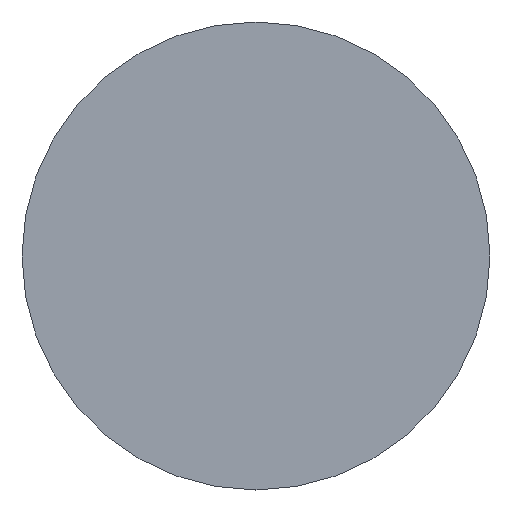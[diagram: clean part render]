
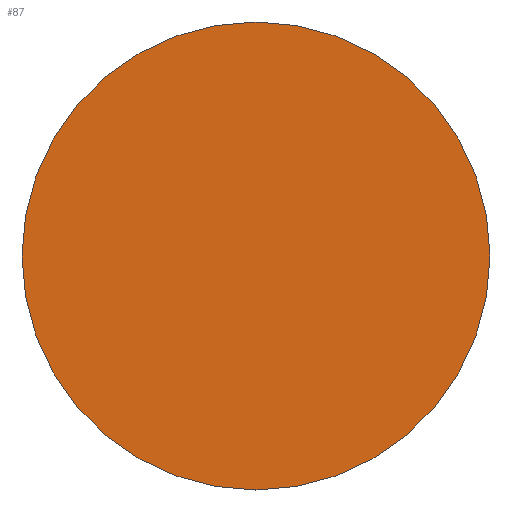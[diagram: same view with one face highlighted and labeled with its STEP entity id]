
A CAD part, left-side view. The second image highlights one B-rep face of the part: STEP entity #87.
In plain terms, the highlighted planar face has unit normal (-1, 0, 0).
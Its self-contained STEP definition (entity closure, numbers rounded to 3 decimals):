
#1 = AXIS2_PLACEMENT_3D ( 'NONE', #26, #116, #37 ) ;
#5 = VERTEX_POINT ( 'NONE', #89 ) ;
#23 = AXIS2_PLACEMENT_3D ( 'NONE', #51, #152, #66 ) ;
#25 = DIRECTION ( 'NONE',  ( 0., -1., 0. ) ) ;
#26 = CARTESIAN_POINT ( 'NONE',  ( 114.975, 65.157, 0. ) ) ;
#27 = CIRCLE ( 'NONE', #133, 20. ) ;
#37 = DIRECTION ( 'NONE',  ( 0., -1., 0. ) ) ;
#50 = ORIENTED_EDGE ( 'NONE', *, *, #82, .T. ) ;
#51 = CARTESIAN_POINT ( 'NONE',  ( 114.975, 65.157, 0. ) ) ;
#65 = DIRECTION ( 'NONE',  ( -1., 0., 0. ) ) ;
#66 = DIRECTION ( 'NONE',  ( 0., 1., 0. ) ) ;
#78 = ORIENTED_EDGE ( 'NONE', *, *, #107, .T. ) ;
#82 = EDGE_CURVE ( 'NONE', #5, #102, #127, .T. ) ;
#87 = ADVANCED_FACE ( 'NONE', ( #90 ), #135, .F. ) ;
#89 = CARTESIAN_POINT ( 'NONE',  ( 114.975, 45.157, 0. ) ) ;
#90 = FACE_OUTER_BOUND ( 'NONE', #120, .T. ) ;
#102 = VERTEX_POINT ( 'NONE', #113 ) ;
#107 = EDGE_CURVE ( 'NONE', #102, #5, #27, .T. ) ;
#113 = CARTESIAN_POINT ( 'NONE',  ( 114.975, 85.157, 0. ) ) ;
#116 = DIRECTION ( 'NONE',  ( -1., 0., 0. ) ) ;
#120 = EDGE_LOOP ( 'NONE', ( #50, #78 ) ) ;
#127 = CIRCLE ( 'NONE', #1, 20. ) ;
#133 = AXIS2_PLACEMENT_3D ( 'NONE', #162, #65, #25 ) ;
#135 = PLANE ( 'NONE',  #23 ) ;
#152 = DIRECTION ( 'NONE',  ( 1., 0., 0. ) ) ;
#162 = CARTESIAN_POINT ( 'NONE',  ( 114.975, 65.157, 0. ) ) ;
